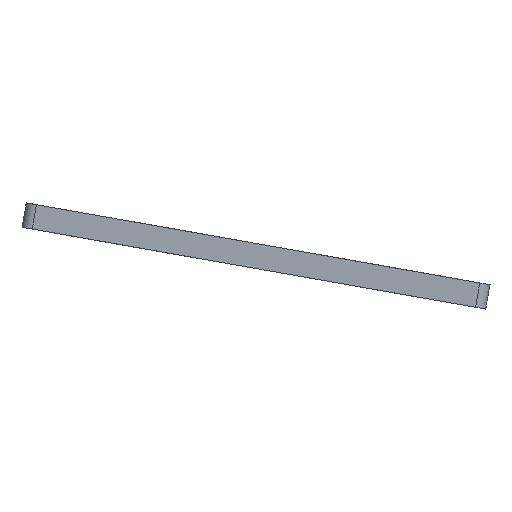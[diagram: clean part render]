
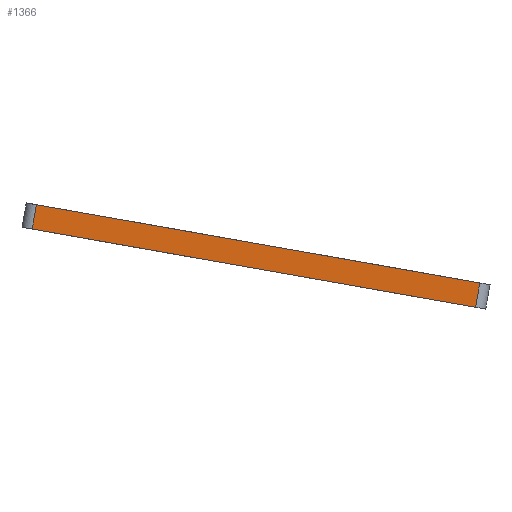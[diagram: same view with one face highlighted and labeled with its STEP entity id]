
A CAD part, left-side view. The second image highlights one B-rep face of the part: STEP entity #1366.
In plain terms, the highlighted planar face has unit normal (-1, 0, 0).
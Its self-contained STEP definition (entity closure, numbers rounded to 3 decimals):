
#400=CARTESIAN_POINT('',(-142.151,-131.327,80.092));
#401=VERTEX_POINT('',#400);
#409=CARTESIAN_POINT('',(-142.151,-77.507,89.582));
#410=VERTEX_POINT('',#409);
#411=CARTESIAN_POINT('',(-142.151,-77.507,89.582));
#412=DIRECTION('',(-0.,-0.985,-0.174));
#413=VECTOR('',#412,54.65);
#414=LINE('',#411,#413);
#415=EDGE_CURVE('',#410,#401,#414,.T.);
#1336=CARTESIAN_POINT('',(-142.151,-76.797,92.753));
#1337=DIRECTION('',(1.,0.,0.));
#1338=DIRECTION('',(0.,0.174,-0.985));
#1339=AXIS2_PLACEMENT_3D('',#1336,#1337,#1338);
#1340=PLANE('',#1339);
#1341=CARTESIAN_POINT('',(-142.151,-78.028,92.536));
#1342=VERTEX_POINT('',#1341);
#1343=CARTESIAN_POINT('',(-142.151,-131.847,83.046));
#1344=VERTEX_POINT('',#1343);
#1345=CARTESIAN_POINT('',(-142.151,-78.028,92.536));
#1346=DIRECTION('',(-0.,-0.985,-0.174));
#1347=VECTOR('',#1346,54.65);
#1348=LINE('',#1345,#1347);
#1349=EDGE_CURVE('',#1342,#1344,#1348,.T.);
#1350=ORIENTED_EDGE('',*,*,#1349,.F.);
#1351=CARTESIAN_POINT('',(-142.151,-78.028,92.536));
#1352=DIRECTION('',(0.,0.174,-0.985));
#1353=VECTOR('',#1352,3.);
#1354=LINE('',#1351,#1353);
#1355=EDGE_CURVE('',#1342,#410,#1354,.T.);
#1356=ORIENTED_EDGE('',*,*,#1355,.T.);
#1357=ORIENTED_EDGE('',*,*,#415,.T.);
#1358=CARTESIAN_POINT('',(-142.151,-131.327,80.092));
#1359=DIRECTION('',(-0.,-0.174,0.985));
#1360=VECTOR('',#1359,3.);
#1361=LINE('',#1358,#1360);
#1362=EDGE_CURVE('',#401,#1344,#1361,.T.);
#1363=ORIENTED_EDGE('',*,*,#1362,.T.);
#1364=EDGE_LOOP('',(#1350,#1356,#1357,#1363));
#1365=FACE_BOUND('',#1364,.T.);
#1366=ADVANCED_FACE('',(#1365),#1340,.F.);
